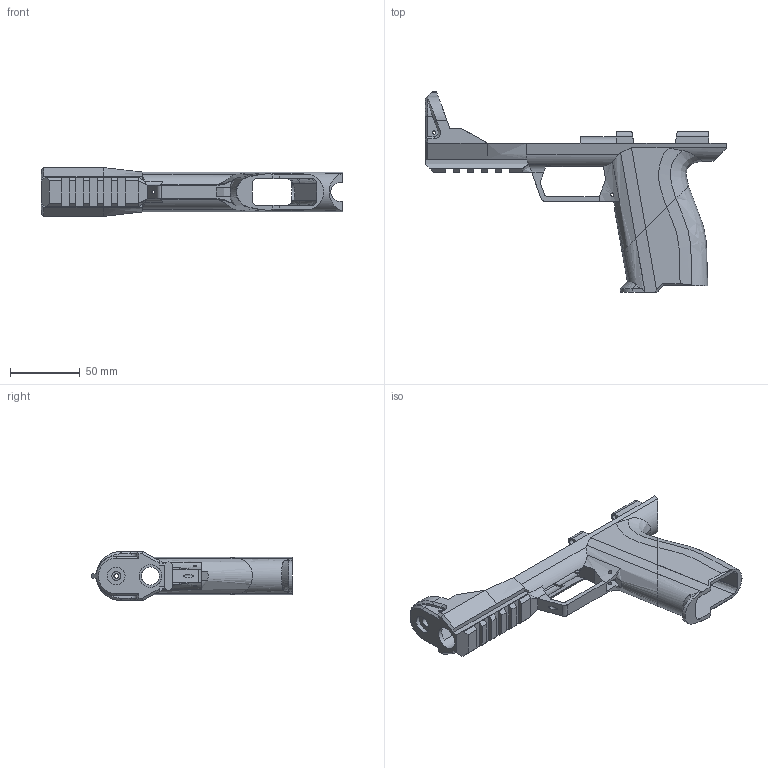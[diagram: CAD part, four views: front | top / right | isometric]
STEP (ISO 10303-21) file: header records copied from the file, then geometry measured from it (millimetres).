
FILE_DESCRIPTION(/* description */ (''),/* implementation_level */ '2;1');
FILE_NAME(/* name */ 'FRAME_TOP_RAIL_STANDARD[1.1].step',/* time_stamp */ '2021-03-02T07:49:09-05:00',/* author */ (''),/* organization */ (''),/* preprocessor_version */ 'ST-DEVELOPER v18.1',/* originating_system */ 'Autodesk Translation Framework v9.7.0.1280',/* authorisation */ '');
FILE_SCHEMA (('AUTOMOTIVE_DESIGN { 1 0 10303 214 3 1 1 }'));
Length unit declared in the file: inch
Products named in the file (4): FRAME_TOP_RAIL_STANDARD[1.1]; FRAME_FRONT_RAIL[1.1]; Component2; FRAME_BOTTOM[1.1]
Assembly tree (3 placements, depth 3):
  FRAME_TOP_RAIL_STANDARD[1.1]
    FRAME_FRONT_RAIL[1.1]
      Component2
    FRAME_BOTTOM[1.1]
Bounding box: 215.89 x 143.46 x 34.92 mm (x, y, z)
Volume: 141029.9 mm3; surface area: 77575.8 mm2
Topology: 3 solids, 3 shells, 322 faces, 925 edges, 602 vertices
Faces by surface type: plane 230, bspline 44, cylinder 44, cone 4
Full cylindrical faces by diameter (mm): 2.381 x3, 2.413 x2, 3.302 x1, 4.826 x1, 5.08 x4, 6.35 x3, 12.7 x1, 13.081 x1, 13.462 x1, 16.256 x2
Entity records: 11951 total; most frequent: CARTESIAN_POINT 3574, ORIENTED_EDGE 1850, DIRECTION 1549, EDGE_CURVE 925, LINE 661, VECTOR 661, VERTEX_POINT 602, AXIS2_PLACEMENT_3D 444
